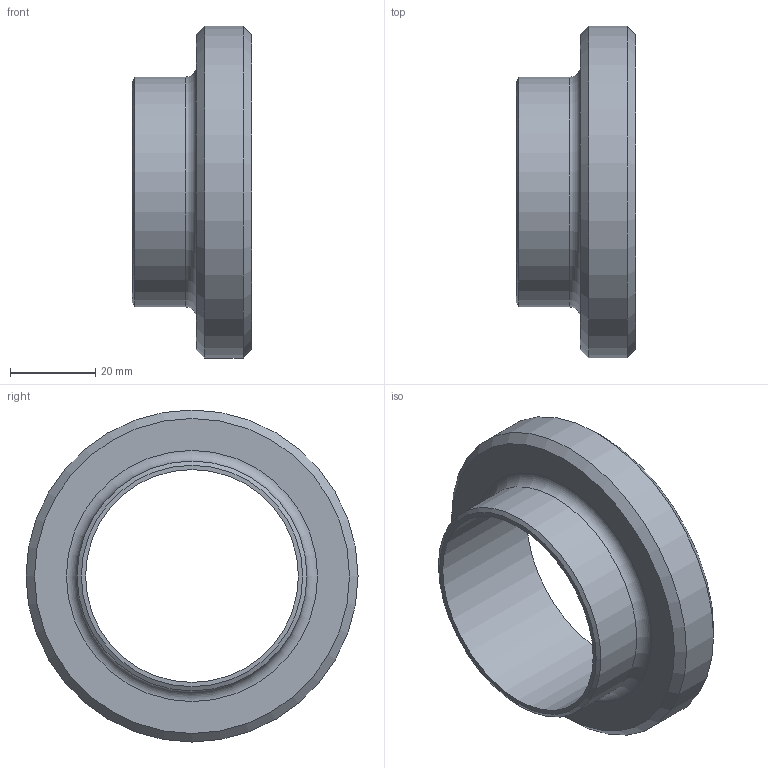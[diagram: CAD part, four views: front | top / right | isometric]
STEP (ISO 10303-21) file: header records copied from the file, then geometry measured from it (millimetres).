
FILE_DESCRIPTION(/* description */ ('Závitové hrdlo ZH Bupospol'),/* implementation_level */ '2;1');
FILE_NAME(/* name */ '20103050000.stp',/* time_stamp */ '2016-03-01T10:33:56+01:00',/* author */ ('Struska'),/* organization */ ('BUPOSOL'),/* preprocessor_version */ 'ST-DEVELOPER v15.6',/* originating_system */ 'Autodesk Inventor 2015',/* authorisation */ '');
FILE_SCHEMA (('CONFIG_CONTROL_DESIGN'));
Length unit declared in the file: millimetre
Products named in the file (1): 20103050000
Bounding box: 28 x 78 x 78 mm (x, y, z)
Volume: 37541.2 mm3; surface area: 16217.5 mm2
Topology: 1 solids, 1 shells, 14 faces, 23 edges, 14 vertices
Faces by surface type: cylinder 5, plane 5, cone 3, torus 1
Full cylindrical faces by diameter (mm): 50 x1, 54 x2, 63.8 x1, 78 x1
Entity records: 326 total; most frequent: DIRECTION 58, CARTESIAN_POINT 43, AXIS2_PLACEMENT_3D 29, EDGE_LOOP 28, ORIENTED_EDGE 28, STYLED_ITEM 15, FACE_BOUND 14, FACE_OUTER_BOUND 14
